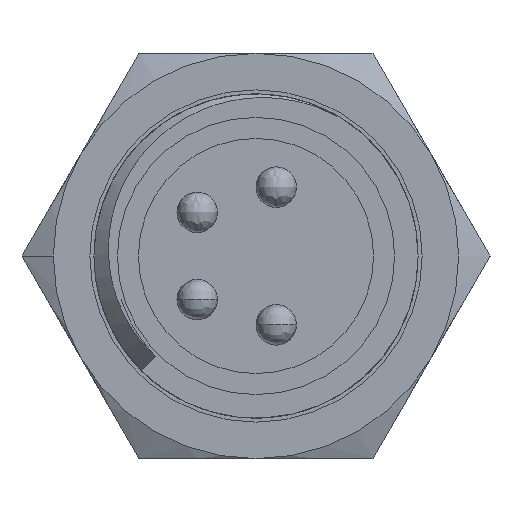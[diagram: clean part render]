
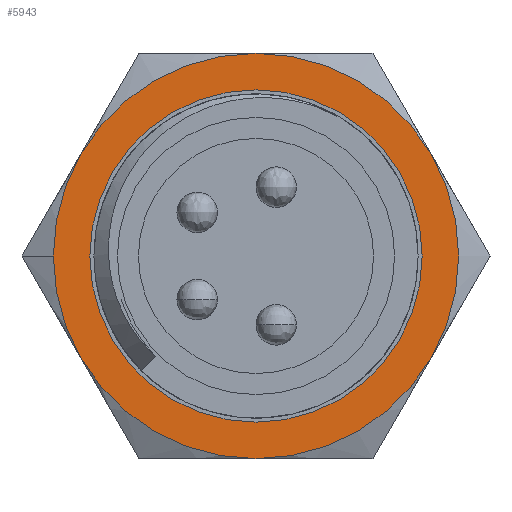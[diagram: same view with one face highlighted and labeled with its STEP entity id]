
A CAD part, left-side view. The second image highlights one B-rep face of the part: STEP entity #5943.
In plain terms, the highlighted planar face has unit normal (-1, 0, 0).
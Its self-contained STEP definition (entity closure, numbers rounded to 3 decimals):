
#32 = VERTEX_POINT ( 'NONE', #548 ) ;
#37 = DIRECTION ( 'NONE',  ( 0., 1., 0. ) ) ;
#92 = CIRCLE ( 'NONE', #1736, 4.1 ) ;
#134 = DIRECTION ( 'NONE',  ( 1., 0., 0. ) ) ;
#182 = CARTESIAN_POINT ( 'NONE',  ( 6.5, 0., 0. ) ) ;
#196 = EDGE_LOOP ( 'NONE', ( #6205, #1212, #1459, #1202, #7105, #3046, #5159 ) ) ;
#237 = AXIS2_PLACEMENT_3D ( 'NONE', #3375, #7316, #3951 ) ;
#317 = EDGE_CURVE ( 'NONE', #32, #3315, #7087, .T. ) ;
#435 = DIRECTION ( 'NONE',  ( 0., 1., 0. ) ) ;
#470 = ORIENTED_EDGE ( 'NONE', *, *, #5355, .F. ) ;
#548 = CARTESIAN_POINT ( 'NONE',  ( 6.5, 4.33, -2.5 ) ) ;
#607 = AXIS2_PLACEMENT_3D ( 'NONE', #4952, #1576, #5516 ) ;
#742 = VERTEX_POINT ( 'NONE', #5118 ) ;
#781 = AXIS2_PLACEMENT_3D ( 'NONE', #4516, #1122, #5075 ) ;
#795 = DIRECTION ( 'NONE',  ( 1., 0., 0. ) ) ;
#878 = CARTESIAN_POINT ( 'NONE',  ( 6.5, 0., -5. ) ) ;
#892 = CARTESIAN_POINT ( 'NONE',  ( 6.5, -4.1, 0. ) ) ;
#914 = CARTESIAN_POINT ( 'NONE',  ( 6.5, 4.1, 0. ) ) ;
#919 = EDGE_CURVE ( 'NONE', #3431, #32, #4094, .T. ) ;
#1039 = VERTEX_POINT ( 'NONE', #892 ) ;
#1122 = DIRECTION ( 'NONE',  ( 1., 0., 0. ) ) ;
#1202 = ORIENTED_EDGE ( 'NONE', *, *, #919, .F. ) ;
#1212 = ORIENTED_EDGE ( 'NONE', *, *, #5744, .F. ) ;
#1304 = DIRECTION ( 'NONE',  ( 1., 0., 0. ) ) ;
#1324 = CARTESIAN_POINT ( 'NONE',  ( 6.5, 4.33, 2.5 ) ) ;
#1430 = AXIS2_PLACEMENT_3D ( 'NONE', #2426, #6369, #2999 ) ;
#1442 = FACE_BOUND ( 'NONE', #6217, .T. ) ;
#1459 = ORIENTED_EDGE ( 'NONE', *, *, #317, .F. ) ;
#1555 = EDGE_CURVE ( 'NONE', #1039, #1989, #6272, .T. ) ;
#1576 = DIRECTION ( 'NONE',  ( 1., 0., 0. ) ) ;
#1736 = AXIS2_PLACEMENT_3D ( 'NONE', #7204, #3838, #435 ) ;
#1784 = AXIS2_PLACEMENT_3D ( 'NONE', #5718, #2349, #6291 ) ;
#1989 = VERTEX_POINT ( 'NONE', #3964 ) ;
#2216 = AXIS2_PLACEMENT_3D ( 'NONE', #914, #7142, #3777 ) ;
#2264 = CARTESIAN_POINT ( 'NONE',  ( 6.5, -4.33, 2.5 ) ) ;
#2349 = DIRECTION ( 'NONE',  ( 1., 0., 0. ) ) ;
#2426 = CARTESIAN_POINT ( 'NONE',  ( 6.5, 0., 0. ) ) ;
#2480 = EDGE_CURVE ( 'NONE', #742, #3431, #5385, .T. ) ;
#2848 = CIRCLE ( 'NONE', #1784, 5. ) ;
#2870 = VERTEX_POINT ( 'NONE', #2264 ) ;
#2999 = DIRECTION ( 'NONE',  ( 0., 1., 0. ) ) ;
#3046 = ORIENTED_EDGE ( 'NONE', *, *, #5362, .F. ) ;
#3117 = CIRCLE ( 'NONE', #3511, 5. ) ;
#3138 = CARTESIAN_POINT ( 'NONE',  ( 6.5, 0., 5. ) ) ;
#3315 = VERTEX_POINT ( 'NONE', #3646 ) ;
#3375 = CARTESIAN_POINT ( 'NONE',  ( 6.5, 0., 0. ) ) ;
#3431 = VERTEX_POINT ( 'NONE', #878 ) ;
#3511 = AXIS2_PLACEMENT_3D ( 'NONE', #4672, #1304, #5246 ) ;
#3646 = CARTESIAN_POINT ( 'NONE',  ( 6.5, 5., 0. ) ) ;
#3737 = CIRCLE ( 'NONE', #237, 5. ) ;
#3777 = DIRECTION ( 'NONE',  ( 0., 1., 0. ) ) ;
#3838 = DIRECTION ( 'NONE',  ( -1., 0., 0. ) ) ;
#3951 = DIRECTION ( 'NONE',  ( 0., 1., 0. ) ) ;
#3964 = CARTESIAN_POINT ( 'NONE',  ( 6.5, 4.1, 0. ) ) ;
#4094 = CIRCLE ( 'NONE', #7122, 5. ) ;
#4196 = CARTESIAN_POINT ( 'NONE',  ( 6.5, 0., 0. ) ) ;
#4499 = EDGE_CURVE ( 'NONE', #6914, #2870, #2848, .T. ) ;
#4516 = CARTESIAN_POINT ( 'NONE',  ( 6.5, 0., 0. ) ) ;
#4672 = CARTESIAN_POINT ( 'NONE',  ( 6.5, 0., 0. ) ) ;
#4744 = DIRECTION ( 'NONE',  ( 0., 1., 0. ) ) ;
#4952 = CARTESIAN_POINT ( 'NONE',  ( 6.5, 0., 0. ) ) ;
#5075 = DIRECTION ( 'NONE',  ( 0., 1., 0. ) ) ;
#5118 = CARTESIAN_POINT ( 'NONE',  ( 6.5, -4.33, -2.5 ) ) ;
#5159 = ORIENTED_EDGE ( 'NONE', *, *, #4499, .F. ) ;
#5246 = DIRECTION ( 'NONE',  ( 0., 1., 0. ) ) ;
#5355 = EDGE_CURVE ( 'NONE', #1989, #1039, #92, .T. ) ;
#5362 = EDGE_CURVE ( 'NONE', #2870, #742, #7155, .T. ) ;
#5385 = CIRCLE ( 'NONE', #781, 5. ) ;
#5516 = DIRECTION ( 'NONE',  ( 0., 1., 0. ) ) ;
#5718 = CARTESIAN_POINT ( 'NONE',  ( 6.5, 0., 0. ) ) ;
#5744 = EDGE_CURVE ( 'NONE', #3315, #5770, #3117, .T. ) ;
#5770 = VERTEX_POINT ( 'NONE', #1324 ) ;
#5889 = AXIS2_PLACEMENT_3D ( 'NONE', #182, #134, #37 ) ;
#5943 = ADVANCED_FACE ( 'NONE', ( #6193, #1442 ), #6004, .F. ) ;
#6004 = PLANE ( 'NONE',  #2216 ) ;
#6038 = ORIENTED_EDGE ( 'NONE', *, *, #1555, .F. ) ;
#6193 = FACE_OUTER_BOUND ( 'NONE', #196, .T. ) ;
#6205 = ORIENTED_EDGE ( 'NONE', *, *, #7103, .F. ) ;
#6217 = EDGE_LOOP ( 'NONE', ( #470, #6038 ) ) ;
#6272 = CIRCLE ( 'NONE', #1430, 4.1 ) ;
#6291 = DIRECTION ( 'NONE',  ( 0., 1., 0. ) ) ;
#6369 = DIRECTION ( 'NONE',  ( -1., 0., 0. ) ) ;
#6914 = VERTEX_POINT ( 'NONE', #3138 ) ;
#7087 = CIRCLE ( 'NONE', #5889, 5. ) ;
#7103 = EDGE_CURVE ( 'NONE', #5770, #6914, #3737, .T. ) ;
#7105 = ORIENTED_EDGE ( 'NONE', *, *, #2480, .F. ) ;
#7122 = AXIS2_PLACEMENT_3D ( 'NONE', #4196, #795, #4744 ) ;
#7142 = DIRECTION ( 'NONE',  ( 1., 0., 0. ) ) ;
#7155 = CIRCLE ( 'NONE', #607, 5. ) ;
#7204 = CARTESIAN_POINT ( 'NONE',  ( 6.5, 0., 0. ) ) ;
#7316 = DIRECTION ( 'NONE',  ( 1., 0., 0. ) ) ;
